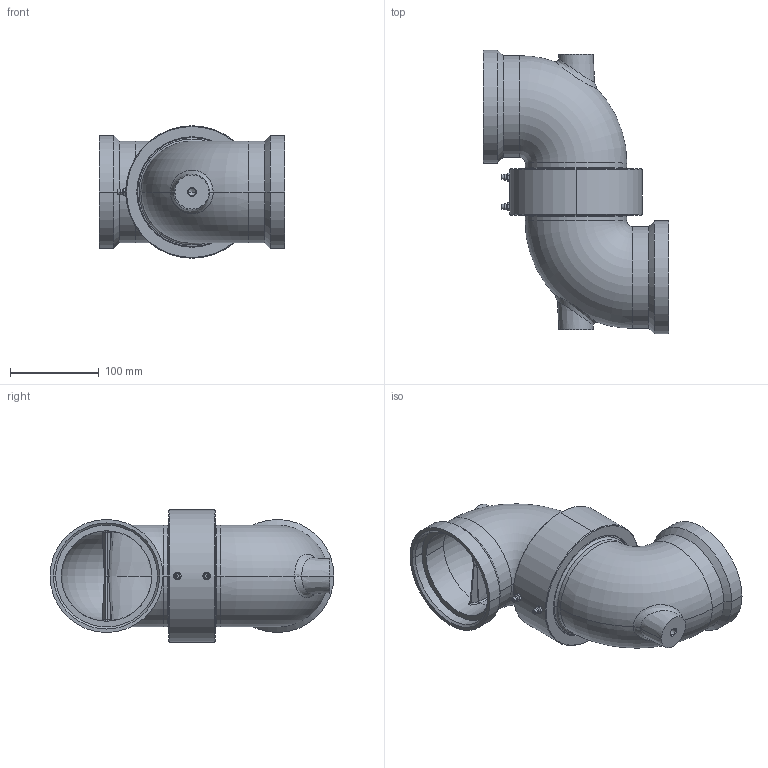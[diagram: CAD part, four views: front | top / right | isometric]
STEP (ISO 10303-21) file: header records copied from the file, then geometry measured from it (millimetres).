
FILE_DESCRIPTION((''),'2;1');
FILE_NAME('06500001','2015-08-10T',('sobri'),(''),'PRO/ENGINEER BY PARAMETRIC TECHNOLOGY CORPORATION, 2011180','PRO/ENGINEER BY PARAMETRIC TECHNOLOGY CORPORATION, 2011180','');
FILE_SCHEMA(('CONFIG_CONTROL_DESIGN'));
Length unit declared in the file: inch
Products named in the file (1): 06500001
Bounding box: 208.53 x 319.1 x 148.84 mm (x, y, z)
Surface area: 335516.1 mm2 (no closed solid volume)
Topology: 0 solids, 10 shells, 248 faces, 610 edges, 370 vertices
Faces by surface type: bspline 80, cone 56, cylinder 44, plane 44, torus 24
Entity records: 11180 total; most frequent: CARTESIAN_POINT 5838, ORIENTED_EDGE 1112, DIRECTION 1052, EDGE_CURVE 606, AXIS2_PLACEMENT_3D 454, VERTEX_POINT 370, CIRCLE 286, EDGE_LOOP 264
